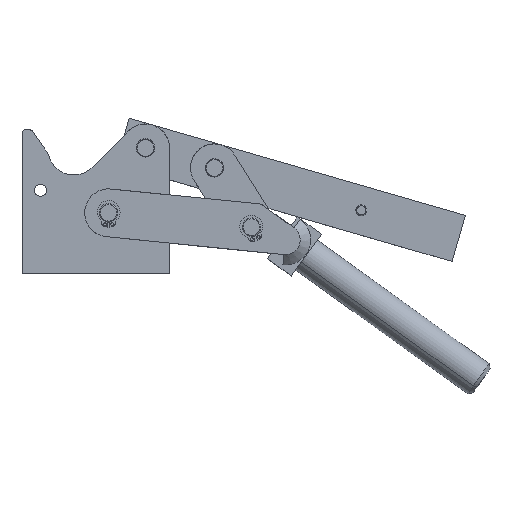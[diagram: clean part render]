
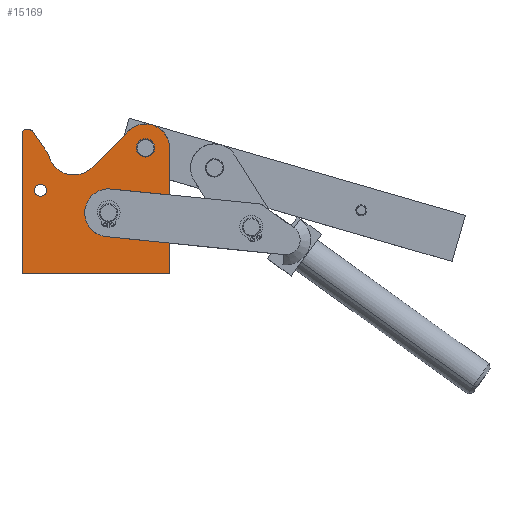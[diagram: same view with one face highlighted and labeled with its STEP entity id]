
A CAD part, top view. The second image highlights one B-rep face of the part: STEP entity #15169.
In plain terms, the highlighted planar face has unit normal (0, 0, 1).
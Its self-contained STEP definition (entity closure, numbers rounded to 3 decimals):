
#49=CARTESIAN_POINT('',(-25.177,-7.497,8.0));
#50=VERTEX_POINT('',#49);
#59=CARTESIAN_POINT('',(-18.677,-7.497,8.0));
#60=VERTEX_POINT('',#59);
#61=CARTESIAN_POINT('',(-21.927,-7.497,8.0));
#62=DIRECTION('',(0.0,0.0,-1.0));
#63=DIRECTION('',(-1.0,0.0,0.0));
#64=AXIS2_PLACEMENT_3D('',#61,#62,#63);
#65=CIRCLE('',#64,3.25);
#66=EDGE_CURVE('',#60,#50,#65,.T.);
#93=CARTESIAN_POINT('',(-31.194,24.77,8.0));
#94=VERTEX_POINT('',#93);
#110=CARTESIAN_POINT('',(-31.927,23.003,8.0));
#111=VERTEX_POINT('',#110);
#118=CARTESIAN_POINT('',(-29.427,23.003,8.0));
#119=DIRECTION('',(0.0,0.0,-1.0));
#120=DIRECTION('',(-0.707,0.707,0.0));
#121=AXIS2_PLACEMENT_3D('',#118,#119,#120);
#122=CIRCLE('',#121,2.5);
#123=EDGE_CURVE('',#111,#94,#122,.T.);
#135=CARTESIAN_POINT('',(-27.074,25.22,8.0));
#136=VERTEX_POINT('',#135);
#152=CARTESIAN_POINT('',(-28.228,25.503,8.0));
#153=VERTEX_POINT('',#152);
#160=CARTESIAN_POINT('',(-28.228,23.003,8.0));
#161=DIRECTION('',(0.0,0.0,-1.));
#162=DIRECTION('',(0.462,0.887,0.0));
#163=AXIS2_PLACEMENT_3D('',#160,#161,#162);
#164=CIRCLE('',#163,2.5);
#165=EDGE_CURVE('',#153,#136,#164,.T.);
#2178=CARTESIAN_POINT('',(30.073,15.503,8.0));
#2179=VERTEX_POINT('',#2178);
#2188=CARTESIAN_POINT('',(40.073,15.503,8.0));
#2189=VERTEX_POINT('',#2188);
#2190=CARTESIAN_POINT('',(35.073,15.503,8.0));
#2191=DIRECTION('',(0.0,0.0,-1.0));
#2192=DIRECTION('',(-1.0,0.0,0.0));
#2193=AXIS2_PLACEMENT_3D('',#2190,#2191,#2192);
#2194=CIRCLE('',#2193,5.0);
#2195=EDGE_CURVE('',#2189,#2179,#2194,.T.);
#10098=CARTESIAN_POINT('',(35.073,15.503,8.0));
#10099=DIRECTION('',(0.0,0.0,-1.0));
#10100=DIRECTION('',(-1.0,0.0,0.0));
#10101=AXIS2_PLACEMENT_3D('',#10098,#10099,#10100);
#10102=CIRCLE('',#10101,5.0);
#10103=EDGE_CURVE('',#2179,#2189,#10102,.T.);
#14869=CARTESIAN_POINT('',(48.073,-36.13,8.));
#14870=VERTEX_POINT('',#14869);
#14877=CARTESIAN_POINT('',(48.073,-9.999,8.));
#14878=VERTEX_POINT('',#14877);
#14948=CARTESIAN_POINT('',(16.373,-6.813,8.));
#14949=VERTEX_POINT('',#14948);
#14950=CARTESIAN_POINT('',(16.373,-6.813,8.));
#14951=DIRECTION('',(0.995,-0.1,0.));
#14952=VECTOR('',#14951,31.86);
#14953=LINE('',#14950,#14952);
#14954=EDGE_CURVE('',#14949,#14878,#14953,.T.);
#14986=CARTESIAN_POINT('',(13.773,-32.682,8.));
#14987=VERTEX_POINT('',#14986);
#14994=CARTESIAN_POINT('',(48.073,-36.13,8.));
#14995=DIRECTION('',(-0.995,0.1,0.));
#14996=VECTOR('',#14995,34.473);
#14997=LINE('',#14994,#14996);
#14998=EDGE_CURVE('',#14870,#14987,#14997,.T.);
#15021=CARTESIAN_POINT('',(15.073,-19.747,8.));
#15022=DIRECTION('',(0.,0.,-1.0));
#15023=DIRECTION('',(-0.1,-0.995,0.));
#15024=AXIS2_PLACEMENT_3D('',#15021,#15022,#15023);
#15025=CIRCLE('',#15024,13.);
#15026=EDGE_CURVE('',#14987,#14949,#15025,.T.);
#15057=CARTESIAN_POINT('',(6.949,-14.219,8.0));
#15058=DIRECTION('',(0.0,0.0,1.0));
#15059=DIRECTION('',(1.0,0.0,0.0));
#15060=AXIS2_PLACEMENT_3D('',#15057,#15058,#15059);
#15061=PLANE('',#15060);
#15062=ORIENTED_EDGE('',*,*,#14998,.T.);
#15063=ORIENTED_EDGE('',*,*,#15026,.T.);
#15064=ORIENTED_EDGE('',*,*,#14954,.T.);
#15065=CARTESIAN_POINT('',(48.073,15.503,8.0));
#15066=VERTEX_POINT('',#15065);
#15067=CARTESIAN_POINT('',(48.073,15.503,8.0));
#15068=DIRECTION('',(0.0,-1.0,0.0));
#15069=VECTOR('',#15068,25.501);
#15070=LINE('',#15067,#15069);
#15071=EDGE_CURVE('',#15066,#14878,#15070,.T.);
#15072=ORIENTED_EDGE('',*,*,#15071,.F.);
#15073=CARTESIAN_POINT('',(25.881,24.695,8.0));
#15074=VERTEX_POINT('',#15073);
#15075=CARTESIAN_POINT('',(35.073,15.503,8.0));
#15076=DIRECTION('',(0.0,0.0,-1.0));
#15077=DIRECTION('',(1.0,0.0,0.0));
#15078=AXIS2_PLACEMENT_3D('',#15075,#15076,#15077);
#15079=CIRCLE('',#15078,13.0);
#15080=EDGE_CURVE('',#15074,#15066,#15079,.T.);
#15081=ORIENTED_EDGE('',*,*,#15080,.F.);
#15082=CARTESIAN_POINT('',(6.082,4.896,8.0));
#15083=VERTEX_POINT('',#15082);
#15084=CARTESIAN_POINT('',(6.082,4.896,8.0));
#15085=DIRECTION('',(0.707,0.707,0.0));
#15086=VECTOR('',#15085,28.);
#15087=LINE('',#15084,#15086);
#15088=EDGE_CURVE('',#15083,#15074,#15087,.T.);
#15089=ORIENTED_EDGE('',*,*,#15088,.F.);
#15090=CARTESIAN_POINT('',(-17.561,12.127,8.0));
#15091=VERTEX_POINT('',#15090);
#15092=CARTESIAN_POINT('',(-3.818,14.795,8.0));
#15093=DIRECTION('',(0.0,0.0,1.0));
#15094=DIRECTION('',(0.982,0.191,0.0));
#15095=AXIS2_PLACEMENT_3D('',#15092,#15093,#15094);
#15096=CIRCLE('',#15095,14.);
#15097=EDGE_CURVE('',#15091,#15083,#15096,.T.);
#15098=ORIENTED_EDGE('',*,*,#15097,.F.);
#15099=CARTESIAN_POINT('',(-26.18,24.436,8.0));
#15100=VERTEX_POINT('',#15099);
#15101=CARTESIAN_POINT('',(-26.18,24.436,8.0));
#15102=DIRECTION('',(0.574,-0.819,0.0));
#15103=VECTOR('',#15102,15.027);
#15104=LINE('',#15101,#15103);
#15105=EDGE_CURVE('',#15100,#15091,#15104,.T.);
#15106=ORIENTED_EDGE('',*,*,#15105,.F.);
#15107=CARTESIAN_POINT('',(-28.228,23.003,8.0));
#15108=DIRECTION('',(0.0,0.0,-1.));
#15109=DIRECTION('',(0.462,0.887,0.0));
#15110=AXIS2_PLACEMENT_3D('',#15107,#15108,#15109);
#15111=CIRCLE('',#15110,2.5);
#15112=EDGE_CURVE('',#136,#15100,#15111,.T.);
#15113=ORIENTED_EDGE('',*,*,#15112,.F.);
#15114=ORIENTED_EDGE('',*,*,#165,.F.);
#15115=CARTESIAN_POINT('',(-29.427,25.503,8.0));
#15116=VERTEX_POINT('',#15115);
#15117=CARTESIAN_POINT('',(-29.427,25.503,8.0));
#15118=DIRECTION('',(1.0,0.0,0.0));
#15119=VECTOR('',#15118,1.199);
#15120=LINE('',#15117,#15119);
#15121=EDGE_CURVE('',#15116,#153,#15120,.T.);
#15122=ORIENTED_EDGE('',*,*,#15121,.F.);
#15123=CARTESIAN_POINT('',(-29.427,23.003,8.0));
#15124=DIRECTION('',(0.0,0.0,-1.0));
#15125=DIRECTION('',(-0.707,0.707,0.0));
#15126=AXIS2_PLACEMENT_3D('',#15123,#15124,#15125);
#15127=CIRCLE('',#15126,2.5);
#15128=EDGE_CURVE('',#94,#15116,#15127,.T.);
#15129=ORIENTED_EDGE('',*,*,#15128,.F.);
#15130=ORIENTED_EDGE('',*,*,#123,.F.);
#15131=CARTESIAN_POINT('',(-31.927,-52.497,8.0));
#15132=VERTEX_POINT('',#15131);
#15133=CARTESIAN_POINT('',(-31.927,-52.497,8.0));
#15134=DIRECTION('',(0.0,1.0,0.0));
#15135=VECTOR('',#15134,75.5);
#15136=LINE('',#15133,#15135);
#15137=EDGE_CURVE('',#15132,#111,#15136,.T.);
#15138=ORIENTED_EDGE('',*,*,#15137,.F.);
#15139=CARTESIAN_POINT('',(48.073,-52.497,8.0));
#15140=VERTEX_POINT('',#15139);
#15141=CARTESIAN_POINT('',(48.073,-52.497,8.0));
#15142=DIRECTION('',(-1.0,0.0,0.0));
#15143=VECTOR('',#15142,80.0);
#15144=LINE('',#15141,#15143);
#15145=EDGE_CURVE('',#15140,#15132,#15144,.T.);
#15146=ORIENTED_EDGE('',*,*,#15145,.F.);
#15147=CARTESIAN_POINT('',(48.073,-36.13,8.));
#15148=DIRECTION('',(0.0,-1.0,0.0));
#15149=VECTOR('',#15148,16.368);
#15150=LINE('',#15147,#15149);
#15151=EDGE_CURVE('',#14870,#15140,#15150,.T.);
#15152=ORIENTED_EDGE('',*,*,#15151,.F.);
#15153=EDGE_LOOP('',(#15062,#15063,#15064,#15072,#15081,#15089,#15098,#15106,#15113,#15114,#15122,#15129,#15130,#15138,#15146,#15152));
#15154=FACE_OUTER_BOUND('',#15153,.T.);
#15155=ORIENTED_EDGE('',*,*,#66,.T.);
#15156=CARTESIAN_POINT('',(-21.927,-7.497,8.0));
#15157=DIRECTION('',(0.0,0.0,-1.0));
#15158=DIRECTION('',(-1.0,0.0,0.0));
#15159=AXIS2_PLACEMENT_3D('',#15156,#15157,#15158);
#15160=CIRCLE('',#15159,3.25);
#15161=EDGE_CURVE('',#50,#60,#15160,.T.);
#15162=ORIENTED_EDGE('',*,*,#15161,.T.);
#15163=EDGE_LOOP('',(#15155,#15162));
#15164=FACE_BOUND('',#15163,.T.);
#15165=ORIENTED_EDGE('',*,*,#2195,.T.);
#15166=ORIENTED_EDGE('',*,*,#10103,.T.);
#15167=EDGE_LOOP('',(#15165,#15166));
#15168=FACE_BOUND('',#15167,.T.);
#15169=ADVANCED_FACE('',(#15154,#15164,#15168),#15061,.T.);
